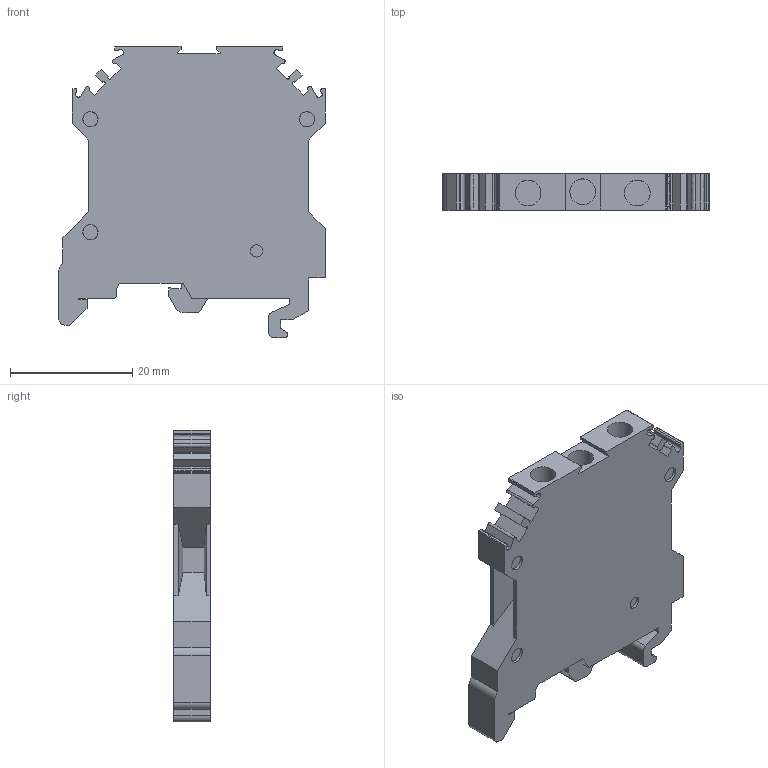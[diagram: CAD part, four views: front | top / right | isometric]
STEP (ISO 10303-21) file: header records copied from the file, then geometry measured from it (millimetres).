
FILE_DESCRIPTION( ( 'Unknown' ), '1' );
FILE_NAME( 'CGT4U.stp', 'Unknown', ( 'Unknown' ), ( 'Unknown' ), 'PSStep 14.0', 'Unknown', ' ' );
FILE_SCHEMA( ( 'AUTOMOTIVE_DESIGN { 1 0 10303 214 1 1 1 1 }' ) );
Length unit declared in the file: millimetre
Products named in the file (1): 1
Bounding box: 43.7 x 6 x 47.82 mm (x, y, z)
Volume: 8653.6 mm3; surface area: 5138.9 mm2
Topology: 1 solids, 1 shells, 144 faces, 402 edges, 267 vertices
Faces by surface type: plane 99, cylinder 31, extrusion 14
Full cylindrical faces by diameter (mm): 1.999 x1, 4.2 x2, 4.221 x1
Entity records: 5874 total; most frequent: CARTESIAN_POINT 1027, ORIENTED_EDGE 788, DIRECTION 704, EDGE_CURVE 394, VECTOR 318, LINE 304, VERTEX_POINT 266, AXIS2_PLACEMENT_3D 193
